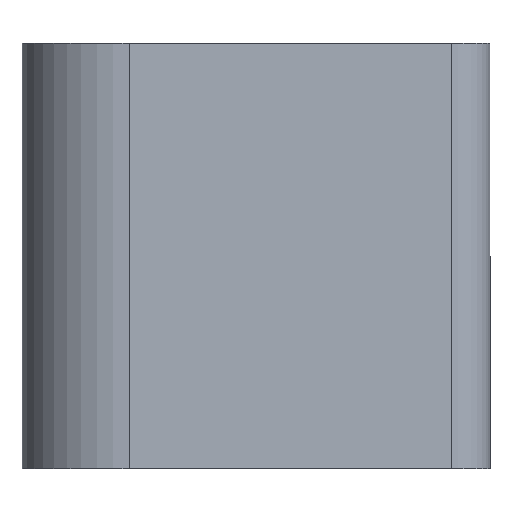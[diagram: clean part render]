
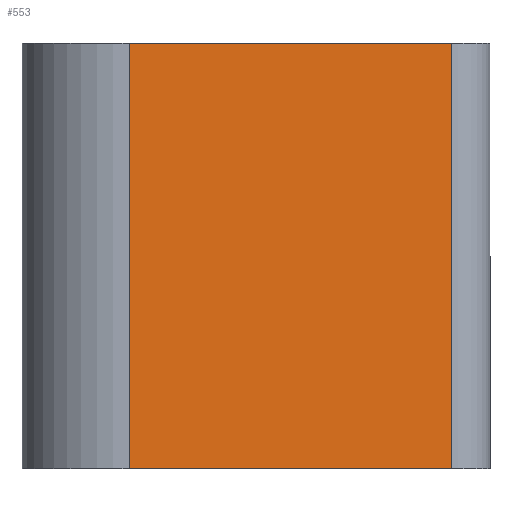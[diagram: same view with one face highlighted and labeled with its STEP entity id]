
A CAD part, left-side view. The second image highlights one B-rep face of the part: STEP entity #553.
In plain terms, the highlighted planar face has unit normal (-0.996, -0.092, 0).
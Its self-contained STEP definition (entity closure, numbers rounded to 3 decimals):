
#374 = ORIENTED_EDGE ( 'NONE', *, *, #996, .F. ) ;
#375 = ORIENTED_EDGE ( 'NONE', *, *, #948, .T. ) ;
#376 = ORIENTED_EDGE ( 'NONE', *, *, #994, .F. ) ;
#383 = ORIENTED_EDGE ( 'NONE', *, *, #989, .F. ) ;
#553 = ADVANCED_FACE ( 'NONE', ( #693 ), #2040, .T. ) ;
#693 = FACE_OUTER_BOUND ( 'NONE', #2856, .T. ) ;
#839 = LINE ( 'NONE', #2308, #840 ) ;
#840 = VECTOR ( 'NONE', #2309, 1000. ) ;
#892 = LINE ( 'NONE', #2405, #898 ) ;
#898 = VECTOR ( 'NONE', #2406, 1000. ) ;
#915 = LINE ( 'NONE', #2418, #2449 ) ;
#948 = EDGE_CURVE ( 'NONE', #1412, #1363, #839, .T. ) ;
#989 = EDGE_CURVE ( 'NONE', #1382, #1353, #892, .T. ) ;
#994 = EDGE_CURVE ( 'NONE', #1353, #1363, #915, .T. ) ;
#996 = EDGE_CURVE ( 'NONE', #1412, #1382, #2454, .T. ) ;
#1353 = VERTEX_POINT ( 'NONE', #3251 ) ;
#1363 = VERTEX_POINT ( 'NONE', #3261 ) ;
#1382 = VERTEX_POINT ( 'NONE', #3280 ) ;
#1412 = VERTEX_POINT ( 'NONE', #3310 ) ;
#2039 = CARTESIAN_POINT ( 'NONE',  ( -3.798, -0.514, -22.336 ) ) ;
#2040 = PLANE ( 'NONE',  #2694 ) ;
#2049 = DIRECTION ( 'NONE',  ( -0.996, -0.092, 0. ) ) ;
#2050 = DIRECTION ( 'NONE',  ( 0.092, -0.996, 0. ) ) ;
#2308 = CARTESIAN_POINT ( 'NONE',  ( -3.096, -8.093, -22.336 ) ) ;
#2309 = DIRECTION ( 'NONE',  ( 0., 0., 1. ) ) ;
#2405 = CARTESIAN_POINT ( 'NONE',  ( -3.798, -0.514, -22.336 ) ) ;
#2406 = DIRECTION ( 'NONE',  ( 0., 0., 1. ) ) ;
#2418 = CARTESIAN_POINT ( 'NONE',  ( -3.798, -0.514, 5. ) ) ;
#2419 = DIRECTION ( 'NONE',  ( 0.092, -0.996, 0. ) ) ;
#2422 = CARTESIAN_POINT ( 'NONE',  ( -3.798, -0.514, -5. ) ) ;
#2423 = DIRECTION ( 'NONE',  ( -0.092, 0.996, 0. ) ) ;
#2449 = VECTOR ( 'NONE', #2419, 1000. ) ;
#2454 = LINE ( 'NONE', #2422, #2455 ) ;
#2455 = VECTOR ( 'NONE', #2423, 1000. ) ;
#2694 = AXIS2_PLACEMENT_3D ( 'NONE', #2039, #2049, #2050 ) ;
#2856 = EDGE_LOOP ( 'NONE', ( #374, #375, #376, #383 ) ) ;
#3251 = CARTESIAN_POINT ( 'NONE',  ( -3.798, -0.514, 5. ) ) ;
#3261 = CARTESIAN_POINT ( 'NONE',  ( -3.096, -8.093, 5. ) ) ;
#3280 = CARTESIAN_POINT ( 'NONE',  ( -3.798, -0.514, -5. ) ) ;
#3310 = CARTESIAN_POINT ( 'NONE',  ( -3.096, -8.093, -5. ) ) ;
